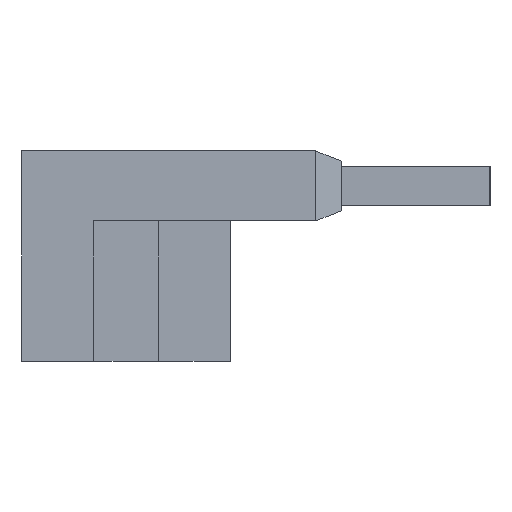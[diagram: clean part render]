
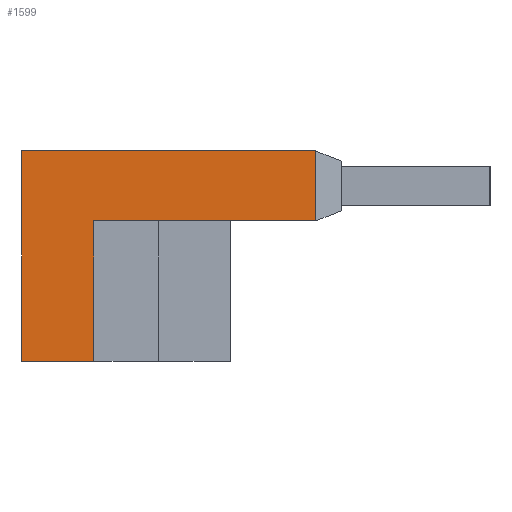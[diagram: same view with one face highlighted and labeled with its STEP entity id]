
A CAD part, left-side view. The second image highlights one B-rep face of the part: STEP entity #1599.
In plain terms, the highlighted planar face has unit normal (-1, 0, 0).
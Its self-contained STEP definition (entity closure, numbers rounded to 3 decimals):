
#214 = CARTESIAN_POINT ( 'NONE',  ( 3.5, 88., 104. ) ) ;
#940 = EDGE_LOOP ( 'NONE', ( #6142, #6143, #6144, #6145, #6146, #6147 ) ) ;
#1469 = EDGE_CURVE ( 'NONE', #5665, #5708, #2020, .T. ) ;
#1475 = EDGE_CURVE ( 'NONE', #5715, #5880, #1975, .T. ) ;
#1477 = EDGE_CURVE ( 'NONE', #5880, #5665, #1962, .T. ) ;
#1481 = EDGE_CURVE ( 'NONE', #5673, #5715, #1936, .T. ) ;
#1599 = ADVANCED_FACE ( 'NONE', ( #6735 ), #4112, .T. ) ;
#1924 = VECTOR ( 'NONE', #4893, 1000. ) ;
#1936 = LINE ( 'NONE', #4894, #1924 ) ;
#1952 = VECTOR ( 'NONE', #4902, 1000. ) ;
#1962 = LINE ( 'NONE', #4904, #1952 ) ;
#1965 = VECTOR ( 'NONE', #4907, 1000. ) ;
#1975 = LINE ( 'NONE', #4908, #1965 ) ;
#2010 = VECTOR ( 'NONE', #4922, 1000. ) ;
#2020 = LINE ( 'NONE', #4924, #2010 ) ;
#3022 = EDGE_CURVE ( 'NONE', #5708, #5725, #6631, .T. ) ;
#3024 = EDGE_CURVE ( 'NONE', #5725, #5673, #6574, .T. ) ;
#4082 = DIRECTION ( 'NONE',  ( 0., 0., 1. ) ) ;
#4085 = DIRECTION ( 'NONE',  ( -1., 0., 0. ) ) ;
#4108 = CARTESIAN_POINT ( 'NONE',  ( 3.5, 88., 104. ) ) ;
#4112 = PLANE ( 'NONE',  #5108 ) ;
#4893 = DIRECTION ( 'NONE',  ( 0., 0., 1. ) ) ;
#4894 = CARTESIAN_POINT ( 'NONE',  ( 3.5, 101., 104. ) ) ;
#4902 = DIRECTION ( 'NONE',  ( 0., 0., 1. ) ) ;
#4904 = CARTESIAN_POINT ( 'NONE',  ( 3.5, 88., 104. ) ) ;
#4907 = DIRECTION ( 'NONE',  ( 0., -1., 0. ) ) ;
#4908 = CARTESIAN_POINT ( 'NONE',  ( 3.5, 88., 104. ) ) ;
#4922 = DIRECTION ( 'NONE',  ( 0., 1., 0. ) ) ;
#4924 = CARTESIAN_POINT ( 'NONE',  ( 3.5, 88., 108.1 ) ) ;
#5108 = AXIS2_PLACEMENT_3D ( 'NONE', #4108, #4085, #4082 ) ;
#5665 = VERTEX_POINT ( 'NONE', #6525 ) ;
#5673 = VERTEX_POINT ( 'NONE', #6518 ) ;
#5708 = VERTEX_POINT ( 'NONE', #6477 ) ;
#5715 = VERTEX_POINT ( 'NONE', #6469 ) ;
#5725 = VERTEX_POINT ( 'NONE', #6459 ) ;
#5880 = VERTEX_POINT ( 'NONE', #214 ) ;
#6069 = DIRECTION ( 'NONE',  ( 0., -1., 0. ) ) ;
#6070 = CARTESIAN_POINT ( 'NONE',  ( 3.5, 103.1, 95.8 ) ) ;
#6074 = DIRECTION ( 'NONE',  ( 0., 0., -1. ) ) ;
#6075 = CARTESIAN_POINT ( 'NONE',  ( 3.5, 105.2, 104. ) ) ;
#6142 = ORIENTED_EDGE ( 'NONE', *, *, #1475, .T. ) ;
#6143 = ORIENTED_EDGE ( 'NONE', *, *, #1477, .T. ) ;
#6144 = ORIENTED_EDGE ( 'NONE', *, *, #1469, .T. ) ;
#6145 = ORIENTED_EDGE ( 'NONE', *, *, #3022, .T. ) ;
#6146 = ORIENTED_EDGE ( 'NONE', *, *, #3024, .T. ) ;
#6147 = ORIENTED_EDGE ( 'NONE', *, *, #1481, .T. ) ;
#6459 = CARTESIAN_POINT ( 'NONE',  ( 3.5, 105.2, 95.8 ) ) ;
#6469 = CARTESIAN_POINT ( 'NONE',  ( 3.5, 101., 104. ) ) ;
#6477 = CARTESIAN_POINT ( 'NONE',  ( 3.5, 105.2, 108.1 ) ) ;
#6518 = CARTESIAN_POINT ( 'NONE',  ( 3.5, 101., 95.8 ) ) ;
#6525 = CARTESIAN_POINT ( 'NONE',  ( 3.5, 88., 108.1 ) ) ;
#6574 = LINE ( 'NONE', #6070, #6799 ) ;
#6596 = VECTOR ( 'NONE', #6074, 1000. ) ;
#6631 = LINE ( 'NONE', #6075, #6596 ) ;
#6735 = FACE_OUTER_BOUND ( 'NONE', #940, .T. ) ;
#6799 = VECTOR ( 'NONE', #6069, 1000. ) ;
